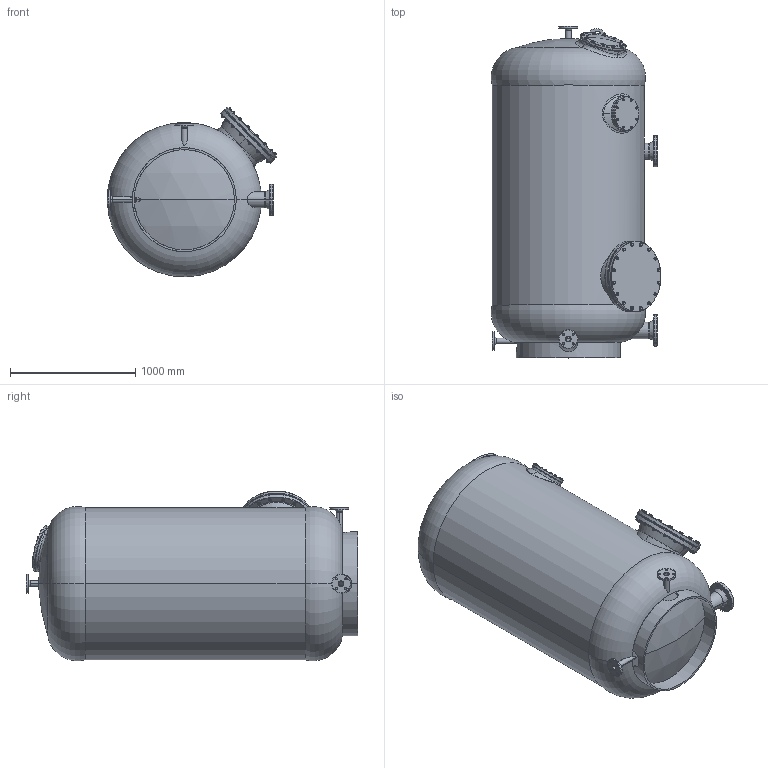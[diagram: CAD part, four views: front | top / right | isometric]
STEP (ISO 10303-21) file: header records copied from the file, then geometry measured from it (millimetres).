
FILE_DESCRIPTION (( 'STEP AP214' ), '1' );
FILE_NAME ('mediterran120c.STEP', '2020-11-03T13:07:47', ( '' ), ( '' ), 'SwSTEP 2.0', 'SolidWorks 2019', '' );
FILE_SCHEMA (( 'AUTOMOTIVE_DESIGN' ));
Length unit declared in the file: millimetre
Products named in the file (1): mediterran120c
Bounding box: 1354.02 x 2649.76 x 1353.85 mm (x, y, z)
Surface area: 24005435.1 mm2 (no closed solid volume)
Topology: 0 solids, 137 shells, 2037 faces, 4537 edges, 2773 vertices
Faces by surface type: cone 648, cylinder 641, plane 614, torus 106, sphere 14, bspline 14
Entity records: 103071 total; most frequent: CARTESIAN_POINT 34606, DIRECTION 9517, ORIENTED_EDGE 8914, EDGE_CURVE 4497, AXIS2_PLACEMENT_3D 4073, VERTEX_POINT 2773, EDGE_LOOP 2446, UNCERTAINTY_MEASURE_WITH_UNIT 2156
